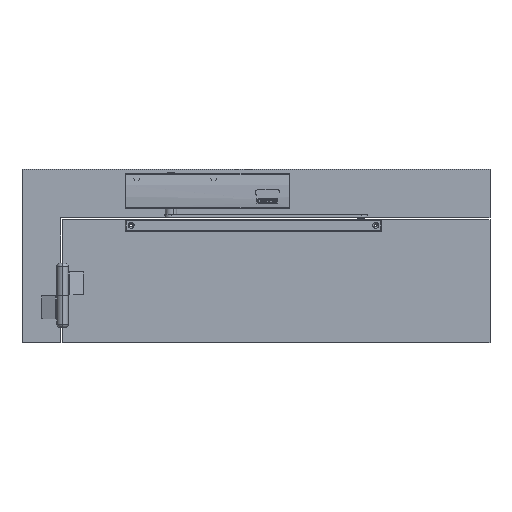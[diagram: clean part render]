
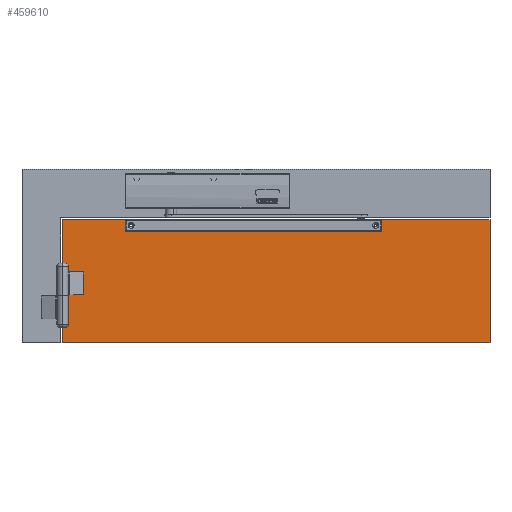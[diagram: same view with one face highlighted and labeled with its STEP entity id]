
A CAD part, top view. The second image highlights one B-rep face of the part: STEP entity #459610.
In plain terms, the highlighted planar face has unit normal (0, 0, 1).
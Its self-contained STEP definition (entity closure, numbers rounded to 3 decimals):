
#458240=CARTESIAN_POINT('',(-20.458,222.598,
-322.5));
#458250=DIRECTION('',(-0.,0.,1.));
#458260=DIRECTION('',(0.,-1.,0.));
#458270=AXIS2_PLACEMENT_3D('',#458240,#458250,#458260);
#458280=PLANE('',#458270);
#458290=CARTESIAN_POINT('',(-98.958,36.498,
-322.5));
#458300=DIRECTION('',(0.,0.,1.));
#458310=DIRECTION('',(-1.,0.,0.));
#458320=AXIS2_PLACEMENT_3D('',#458290,#458300,#458310);
#458330=CIRCLE('',#458320,1.5);
#458340=CARTESIAN_POINT('',(-98.958,37.998,
-322.5));
#458350=VERTEX_POINT('',#458340);
#458360=CARTESIAN_POINT('',(-100.458,36.498,
-322.5));
#458370=VERTEX_POINT('',#458360);
#458380=EDGE_CURVE('',#458350,#458370,#458330,.T.);
#458390=ORIENTED_EDGE('',*,*,#458380,.F.);
#458400=CARTESIAN_POINT('',(-100.458,44.548,
-322.5));
#458410=DIRECTION('',(0.,-1.,0.));
#458420=VECTOR('',#458410,1.);
#458430=LINE('',#458400,#458420);
#458440=CARTESIAN_POINT('',(-100.458,18.798,
-322.5));
#458450=VERTEX_POINT('',#458440);
#458460=EDGE_CURVE('',#458370,#458450,#458430,.T.);
#458470=ORIENTED_EDGE('',*,*,#458460,.F.);
#458480=CARTESIAN_POINT('',(-98.958,18.798,
-322.5));
#458490=DIRECTION('',(0.,0.,-1.));
#458500=DIRECTION('',(0.,-1.,0.));
#458510=AXIS2_PLACEMENT_3D('',#458480,#458490,#458500);
#458520=CIRCLE('',#458510,1.5);
#458530=CARTESIAN_POINT('',(-98.958,17.298,
-322.5));
#458540=VERTEX_POINT('',#458530);
#458550=EDGE_CURVE('',#458540,#458450,#458520,.T.);
#458560=ORIENTED_EDGE('',*,*,#458550,.T.);
#458570=CARTESIAN_POINT('',(-20.458,17.298,
-322.5));
#458580=DIRECTION('',(1.,0.,0.));
#458590=VECTOR('',#458580,1.);
#458600=LINE('',#458570,#458590);
#458610=CARTESIAN_POINT('',(346.542,17.298,
-322.5));
#458620=VERTEX_POINT('',#458610);
#458630=EDGE_CURVE('',#458540,#458620,#458600,.T.);
#458640=ORIENTED_EDGE('',*,*,#458630,.F.);
#458650=CARTESIAN_POINT('',(346.542,18.798,
-322.5));
#458660=DIRECTION('',(0.,0.,1.));
#458670=DIRECTION('',(0.,-1.,0.));
#458680=AXIS2_PLACEMENT_3D('',#458650,#458660,#458670);
#458690=CIRCLE('',#458680,1.5);
#458700=CARTESIAN_POINT('',(348.042,18.798,
-322.5));
#458710=VERTEX_POINT('',#458700);
#458720=EDGE_CURVE('',#458620,#458710,#458690,.T.);
#458730=ORIENTED_EDGE('',*,*,#458720,.F.);
#458740=CARTESIAN_POINT('',(348.042,44.548,
-322.5));
#458750=DIRECTION('',(0.,1.,0.));
#458760=VECTOR('',#458750,1.);
#458770=LINE('',#458740,#458760);
#458780=CARTESIAN_POINT('',(348.042,36.498,
-322.5));
#458790=VERTEX_POINT('',#458780);
#458800=EDGE_CURVE('',#458710,#458790,#458770,.T.);
#458810=ORIENTED_EDGE('',*,*,#458800,.F.);
#458820=CARTESIAN_POINT('',(346.542,36.498,
-322.5));
#458830=DIRECTION('',(0.,0.,1.));
#458840=DIRECTION('',(-1.,0.,0.));
#458850=AXIS2_PLACEMENT_3D('',#458820,#458830,#458840);
#458860=CIRCLE('',#458850,1.5);
#458870=CARTESIAN_POINT('',(346.542,37.998,
-322.5));
#458880=VERTEX_POINT('',#458870);
#458890=EDGE_CURVE('',#458790,#458880,#458860,.T.);
#458900=ORIENTED_EDGE('',*,*,#458890,.F.);
#458910=CARTESIAN_POINT('',(-20.458,37.998,
-322.5));
#458920=DIRECTION('',(-1.,0.,0.));
#458930=VECTOR('',#458920,1.);
#458940=LINE('',#458910,#458930);
#458950=CARTESIAN_POINT('',(538.042,37.998,
-322.5));
#458960=VERTEX_POINT('',#458950);
#458970=EDGE_CURVE('',#458960,#458880,#458940,.T.);
#458980=ORIENTED_EDGE('',*,*,#458970,.T.);
#458990=CARTESIAN_POINT('',(538.042,44.548,
-322.5));
#459000=DIRECTION('',(0.,1.,0.));
#459010=VECTOR('',#459000,1.);
#459020=LINE('',#458990,#459010);
#459030=CARTESIAN_POINT('',(538.042,-177.402,
-322.5));
#459040=VERTEX_POINT('',#459030);
#459050=EDGE_CURVE('',#459040,#458960,#459020,.T.);
#459060=ORIENTED_EDGE('',*,*,#459050,.T.);
#459070=CARTESIAN_POINT('',(-20.458,-177.402,
-322.5));
#459080=DIRECTION('',(-1.,0.,0.));
#459090=VECTOR('',#459080,1.);
#459100=LINE('',#459070,#459090);
#459110=CARTESIAN_POINT('',(-210.458,-177.402,
-322.5));
#459120=VERTEX_POINT('',#459110);
#459130=EDGE_CURVE('',#459040,#459120,#459100,.T.);
#459140=ORIENTED_EDGE('',*,*,#459130,.F.);
#459150=CARTESIAN_POINT('',(-210.458,44.548,
-322.5));
#459160=DIRECTION('',(0.,-1.,0.));
#459170=VECTOR('',#459160,1.);
#459180=LINE('',#459150,#459170);
#459190=CARTESIAN_POINT('',(-210.458,37.998,
-322.5));
#459200=VERTEX_POINT('',#459190);
#459210=EDGE_CURVE('',#459200,#459120,#459180,.T.);
#459220=ORIENTED_EDGE('',*,*,#459210,.T.);
#459230=EDGE_CURVE('',#458350,#459200,#458940,.T.);
#459240=ORIENTED_EDGE('',*,*,#459230,.T.);
#459250=EDGE_LOOP('',(#459240,#459220,#459140,#459060,#458980,#458900,
#458810,#458730,#458640,#458560,#458470,#458390));
#459260=FACE_OUTER_BOUND('',#459250,.T.);
#459270=CARTESIAN_POINT('',(-20.458,-93.65,
-322.5));
#459280=DIRECTION('',(1.,0.,0.));
#459290=VECTOR('',#459280,1.);
#459300=LINE('',#459270,#459290);
#459310=CARTESIAN_POINT('',(-206.458,-93.65,
-322.5));
#459320=VERTEX_POINT('',#459310);
#459330=CARTESIAN_POINT('',(-174.458,-93.65,
-322.5));
#459340=VERTEX_POINT('',#459330);
#459350=EDGE_CURVE('',#459320,#459340,#459300,.T.);
#459360=ORIENTED_EDGE('',*,*,#459350,.F.);
#459370=CARTESIAN_POINT('',(-174.458,44.548,
-322.5));
#459380=DIRECTION('',(0.,1.,0.));
#459390=VECTOR('',#459380,1.);
#459400=LINE('',#459370,#459390);
#459410=CARTESIAN_POINT('',(-174.458,-53.65,
-322.5));
#459420=VERTEX_POINT('',#459410);
#459430=EDGE_CURVE('',#459340,#459420,#459400,.T.);
#459440=ORIENTED_EDGE('',*,*,#459430,.F.);
#459450=CARTESIAN_POINT('',(-20.458,-53.65,
-322.5));
#459460=DIRECTION('',(-1.,0.,0.));
#459470=VECTOR('',#459460,1.);
#459480=LINE('',#459450,#459470);
#459490=CARTESIAN_POINT('',(-206.458,-53.65,
-322.5));
#459500=VERTEX_POINT('',#459490);
#459510=EDGE_CURVE('',#459420,#459500,#459480,.T.);
#459520=ORIENTED_EDGE('',*,*,#459510,.F.);
#459530=CARTESIAN_POINT('',(-206.458,44.548,
-322.5));
#459540=DIRECTION('',(0.,-1.,0.));
#459550=VECTOR('',#459540,1.);
#459560=LINE('',#459530,#459550);
#459570=EDGE_CURVE('',#459500,#459320,#459560,.T.);
#459580=ORIENTED_EDGE('',*,*,#459570,.F.);
#459590=EDGE_LOOP('',(#459580,#459520,#459440,#459360));
#459600=FACE_BOUND('',#459590,.T.);
#459610=ADVANCED_FACE('',(#459260,#459600),#458280,.T.);
